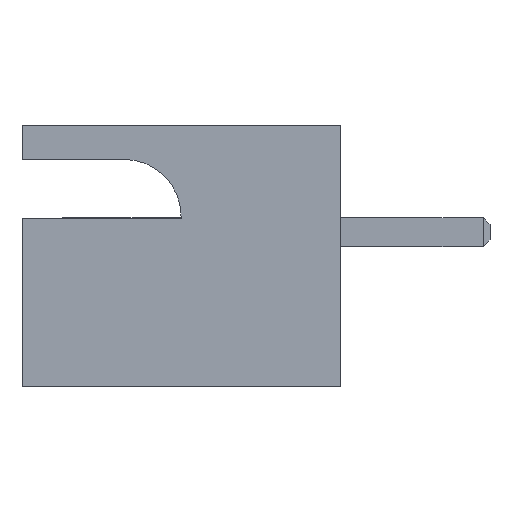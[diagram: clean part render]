
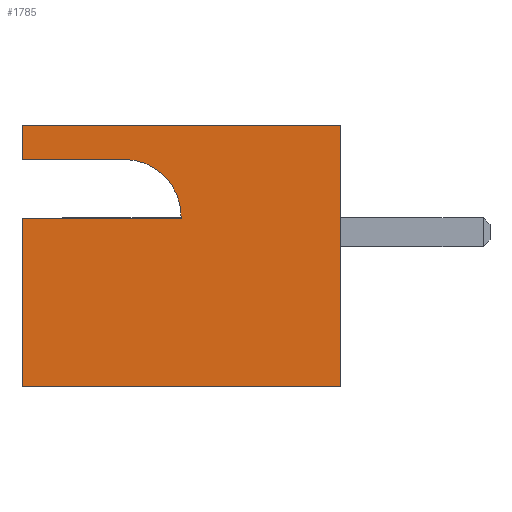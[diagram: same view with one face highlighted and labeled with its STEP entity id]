
A CAD part, left-side view. The second image highlights one B-rep face of the part: STEP entity #1785.
In plain terms, the highlighted planar face has unit normal (-1, 0, 0).
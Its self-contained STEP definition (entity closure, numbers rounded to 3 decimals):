
#151 = EDGE_CURVE ( 'NONE', #2515, #1455, #775, .T. ) ;
#180 = CARTESIAN_POINT ( 'NONE',  ( -3.7, 0., -2.875 ) ) ;
#213 = CARTESIAN_POINT ( 'NONE',  ( -3.7, 7., 2.125 ) ) ;
#216 = VECTOR ( 'NONE', #1043, 1000. ) ;
#221 = EDGE_CURVE ( 'NONE', #2551, #2515, #1763, .T. ) ;
#267 = DIRECTION ( 'NONE',  ( 0., 0., -1. ) ) ;
#275 = ORIENTED_EDGE ( 'NONE', *, *, #221, .F. ) ;
#295 = DIRECTION ( 'NONE',  ( 1., 0., 0. ) ) ;
#298 = CARTESIAN_POINT ( 'NONE',  ( -3.7, 7., 0.825 ) ) ;
#337 = ORIENTED_EDGE ( 'NONE', *, *, #656, .T. ) ;
#360 = ORIENTED_EDGE ( 'NONE', *, *, #151, .F. ) ;
#361 = VECTOR ( 'NONE', #1985, 1000. ) ;
#375 = AXIS2_PLACEMENT_3D ( 'NONE', #1773, #591, #1508 ) ;
#384 = EDGE_CURVE ( 'NONE', #2551, #702, #2463, .T. ) ;
#567 = CARTESIAN_POINT ( 'NONE',  ( -3.7, 7., 2.125 ) ) ;
#591 = DIRECTION ( 'NONE',  ( 1., 0., 0. ) ) ;
#656 = EDGE_CURVE ( 'NONE', #2955, #1455, #2470, .T. ) ;
#702 = VERTEX_POINT ( 'NONE', #2910 ) ;
#775 = LINE ( 'NONE', #987, #1778 ) ;
#902 = CARTESIAN_POINT ( 'NONE',  ( -3.7, 7., -2.875 ) ) ;
#987 = CARTESIAN_POINT ( 'NONE',  ( -3.7, 7., 2.875 ) ) ;
#1043 = DIRECTION ( 'NONE',  ( 0., 0., 1. ) ) ;
#1063 = CARTESIAN_POINT ( 'NONE',  ( -3.7, 7., -2.875 ) ) ;
#1090 = CARTESIAN_POINT ( 'NONE',  ( -3.7, 3.5, 0.875 ) ) ;
#1115 = ORIENTED_EDGE ( 'NONE', *, *, #384, .T. ) ;
#1128 = ORIENTED_EDGE ( 'NONE', *, *, #2724, .T. ) ;
#1169 = ORIENTED_EDGE ( 'NONE', *, *, #2971, .T. ) ;
#1216 = VERTEX_POINT ( 'NONE', #2374 ) ;
#1217 = DIRECTION ( 'NONE',  ( 0., -1., 0. ) ) ;
#1260 = EDGE_CURVE ( 'NONE', #2361, #1596, #2425, .T. ) ;
#1306 = LINE ( 'NONE', #1090, #2175 ) ;
#1316 = ORIENTED_EDGE ( 'NONE', *, *, #2876, .T. ) ;
#1324 = VECTOR ( 'NONE', #1365, 1000. ) ;
#1365 = DIRECTION ( 'NONE',  ( 0., -1., 0. ) ) ;
#1455 = VERTEX_POINT ( 'NONE', #1857 ) ;
#1508 = DIRECTION ( 'NONE',  ( 0., 0., -1. ) ) ;
#1518 = DIRECTION ( 'NONE',  ( 0., 0., 1. ) ) ;
#1596 = VERTEX_POINT ( 'NONE', #298 ) ;
#1665 = CARTESIAN_POINT ( 'NONE',  ( -3.7, 3.5, 0.875 ) ) ;
#1761 = VERTEX_POINT ( 'NONE', #1665 ) ;
#1763 = LINE ( 'NONE', #1981, #216 ) ;
#1773 = CARTESIAN_POINT ( 'NONE',  ( -3.7, 4.75, 0.875 ) ) ;
#1778 = VECTOR ( 'NONE', #1217, 1000. ) ;
#1785 = ADVANCED_FACE ( 'NONE', ( #2107 ), #2364, .F. ) ;
#1798 = DIRECTION ( 'NONE',  ( 0., 0., -1. ) ) ;
#1857 = CARTESIAN_POINT ( 'NONE',  ( -3.7, 0., 2.875 ) ) ;
#1981 = CARTESIAN_POINT ( 'NONE',  ( -3.7, 7., -2.875 ) ) ;
#1985 = DIRECTION ( 'NONE',  ( 0., 0., 1. ) ) ;
#2006 = LINE ( 'NONE', #2712, #2220 ) ;
#2107 = FACE_OUTER_BOUND ( 'NONE', #2545, .T. ) ;
#2175 = VECTOR ( 'NONE', #1798, 1000. ) ;
#2178 = VECTOR ( 'NONE', #2745, 1000. ) ;
#2220 = VECTOR ( 'NONE', #2239, 1000. ) ;
#2239 = DIRECTION ( 'NONE',  ( 0., -1., 0. ) ) ;
#2347 = CARTESIAN_POINT ( 'NONE',  ( -3.7, 7., -2.875 ) ) ;
#2351 = VECTOR ( 'NONE', #1518, 1000. ) ;
#2361 = VERTEX_POINT ( 'NONE', #902 ) ;
#2364 = PLANE ( 'NONE',  #2504 ) ;
#2366 = ORIENTED_EDGE ( 'NONE', *, *, #2878, .T. ) ;
#2374 = CARTESIAN_POINT ( 'NONE',  ( -3.7, 3.5, 0.825 ) ) ;
#2425 = LINE ( 'NONE', #1063, #361 ) ;
#2437 = CARTESIAN_POINT ( 'NONE',  ( -3.7, 0., -2.875 ) ) ;
#2463 = LINE ( 'NONE', #213, #1324 ) ;
#2470 = LINE ( 'NONE', #2437, #2351 ) ;
#2486 = CARTESIAN_POINT ( 'NONE',  ( -3.7, 7., 0.825 ) ) ;
#2504 = AXIS2_PLACEMENT_3D ( 'NONE', #2347, #295, #267 ) ;
#2515 = VERTEX_POINT ( 'NONE', #2598 ) ;
#2539 = LINE ( 'NONE', #2486, #2178 ) ;
#2545 = EDGE_LOOP ( 'NONE', ( #275, #1115, #2366, #1128, #1169, #2584, #1316, #337, #360 ) ) ;
#2551 = VERTEX_POINT ( 'NONE', #567 ) ;
#2584 = ORIENTED_EDGE ( 'NONE', *, *, #1260, .F. ) ;
#2598 = CARTESIAN_POINT ( 'NONE',  ( -3.7, 7., 2.875 ) ) ;
#2712 = CARTESIAN_POINT ( 'NONE',  ( -3.7, 7., -2.875 ) ) ;
#2724 = EDGE_CURVE ( 'NONE', #1761, #1216, #1306, .T. ) ;
#2745 = DIRECTION ( 'NONE',  ( 0., 1., 0. ) ) ;
#2876 = EDGE_CURVE ( 'NONE', #2361, #2955, #2006, .T. ) ;
#2878 = EDGE_CURVE ( 'NONE', #702, #1761, #3002, .T. ) ;
#2910 = CARTESIAN_POINT ( 'NONE',  ( -3.7, 4.75, 2.125 ) ) ;
#2955 = VERTEX_POINT ( 'NONE', #180 ) ;
#2971 = EDGE_CURVE ( 'NONE', #1216, #1596, #2539, .T. ) ;
#3002 = CIRCLE ( 'NONE', #375, 1.25 ) ;
